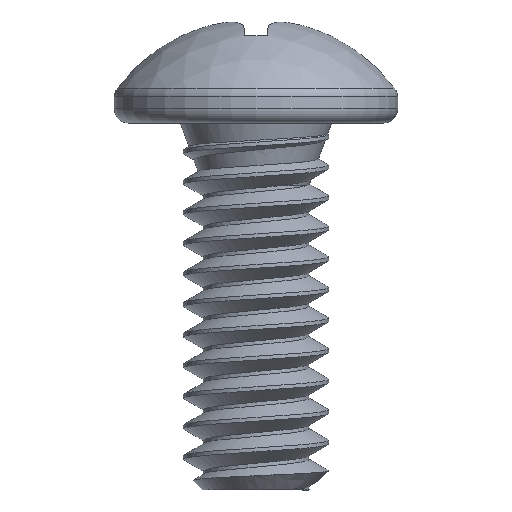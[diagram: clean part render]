
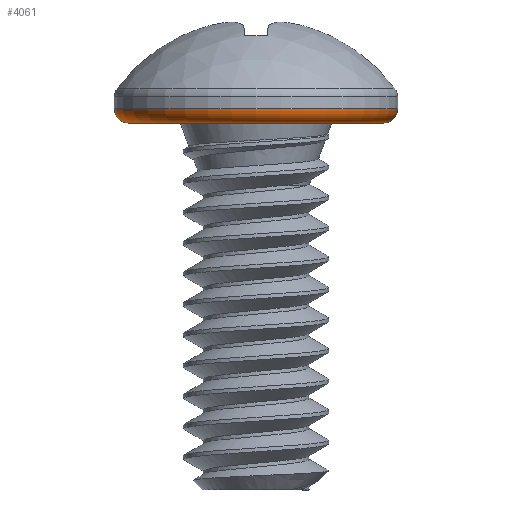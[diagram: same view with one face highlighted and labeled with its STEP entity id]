
A CAD part, left-side view. The second image highlights one B-rep face of the part: STEP entity #4061.
In plain terms, the highlighted toroidal (fillet/blend) face has major radius 2.206 mm and minor radius 0.245 mm.
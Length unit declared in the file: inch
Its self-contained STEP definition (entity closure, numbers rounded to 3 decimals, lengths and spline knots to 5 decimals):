
#54 = DIRECTION ( 'NONE',  ( 0., -1., 0. ) ) ;
#246 = DIRECTION ( 'NONE',  ( 0., -1., 0. ) ) ;
#478 = DIRECTION ( 'NONE',  ( 0., -1., 0. ) ) ;
#517 = DIRECTION ( 'NONE',  ( 0., 0., 1. ) ) ;
#542 = CIRCLE ( 'NONE', #3794, 0.08685 ) ;
#621 = VERTEX_POINT ( 'NONE', #2141 ) ;
#723 = CIRCLE ( 'NONE', #2123, 0.00965 ) ;
#850 = CIRCLE ( 'NONE', #1232, 0.0965 ) ;
#852 = CARTESIAN_POINT ( 'NONE',  ( 0., 0., 0.0895 ) ) ;
#893 = DIRECTION ( 'NONE',  ( -1., 0., 0. ) ) ;
#1047 = EDGE_CURVE ( 'NONE', #2712, #621, #850, .T. ) ;
#1232 = AXIS2_PLACEMENT_3D ( 'NONE', #3288, #4094, #246 ) ;
#1565 = AXIS2_PLACEMENT_3D ( 'NONE', #2005, #4242, #54 ) ;
#1623 = DIRECTION ( 'NONE',  ( 1., 0., 0. ) ) ;
#1736 = ORIENTED_EDGE ( 'NONE', *, *, #1047, .F. ) ;
#1942 = ORIENTED_EDGE ( 'NONE', *, *, #3236, .T. ) ;
#2005 = CARTESIAN_POINT ( 'NONE',  ( 0., 0., 0.09915 ) ) ;
#2123 = AXIS2_PLACEMENT_3D ( 'NONE', #3917, #1623, #4305 ) ;
#2141 = CARTESIAN_POINT ( 'NONE',  ( 0., -0.0965, 0.09915 ) ) ;
#2310 = EDGE_CURVE ( 'NONE', #4938, #2712, #723, .T. ) ;
#2712 = VERTEX_POINT ( 'NONE', #3249 ) ;
#2791 = DIRECTION ( 'NONE',  ( 0., 0., 1. ) ) ;
#2832 = FACE_OUTER_BOUND ( 'NONE', #4493, .T. ) ;
#2845 = VERTEX_POINT ( 'NONE', #2948 ) ;
#2948 = CARTESIAN_POINT ( 'NONE',  ( 0., -0.08685, 0.0895 ) ) ;
#3007 = TOROIDAL_SURFACE ( 'NONE', #1565, 0.08685, 0.00965 ) ;
#3176 = EDGE_CURVE ( 'NONE', #4938, #2845, #542, .T. ) ;
#3236 = EDGE_CURVE ( 'NONE', #2845, #621, #3496, .T. ) ;
#3249 = CARTESIAN_POINT ( 'NONE',  ( 0., 0.0965, 0.09915 ) ) ;
#3288 = CARTESIAN_POINT ( 'NONE',  ( 0., 0., 0.09915 ) ) ;
#3496 = CIRCLE ( 'NONE', #3635, 0.00965 ) ;
#3635 = AXIS2_PLACEMENT_3D ( 'NONE', #4681, #893, #2791 ) ;
#3794 = AXIS2_PLACEMENT_3D ( 'NONE', #852, #517, #478 ) ;
#3895 = CARTESIAN_POINT ( 'NONE',  ( 0., 0.08685, 0.0895 ) ) ;
#3917 = CARTESIAN_POINT ( 'NONE',  ( 0., 0.08685, 0.09915 ) ) ;
#4061 = ADVANCED_FACE ( 'NONE', ( #2832 ), #3007, .T. ) ;
#4094 = DIRECTION ( 'NONE',  ( 0., 0., 1. ) ) ;
#4242 = DIRECTION ( 'NONE',  ( 0., 0., 1. ) ) ;
#4305 = DIRECTION ( 'NONE',  ( 0., 1., 0. ) ) ;
#4493 = EDGE_LOOP ( 'NONE', ( #4519, #4585, #1942, #1736 ) ) ;
#4519 = ORIENTED_EDGE ( 'NONE', *, *, #2310, .F. ) ;
#4585 = ORIENTED_EDGE ( 'NONE', *, *, #3176, .T. ) ;
#4681 = CARTESIAN_POINT ( 'NONE',  ( 0., -0.08685, 0.09915 ) ) ;
#4938 = VERTEX_POINT ( 'NONE', #3895 ) ;
